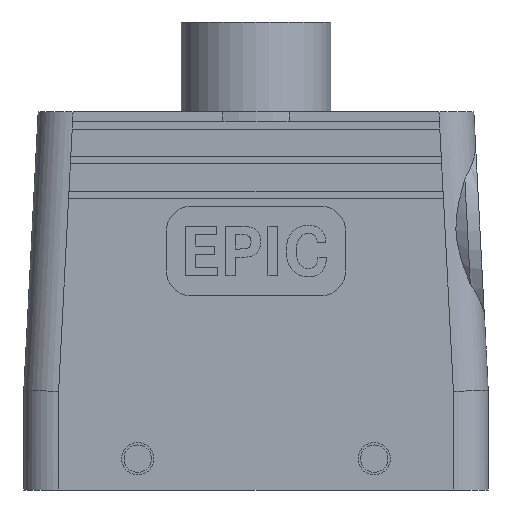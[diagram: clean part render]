
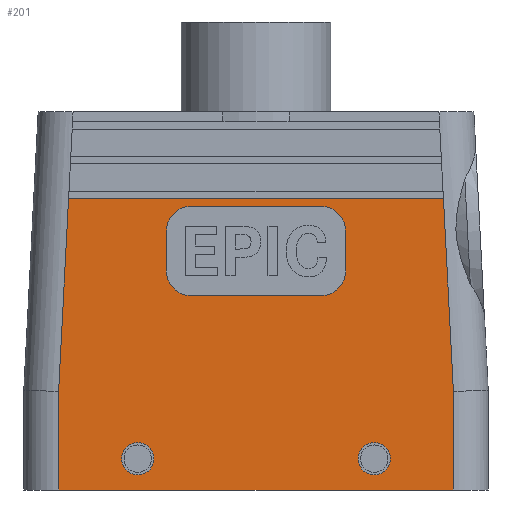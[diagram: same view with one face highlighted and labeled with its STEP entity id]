
A CAD part, front view. The second image highlights one B-rep face of the part: STEP entity #201.
In plain terms, the highlighted planar face has unit normal (0, -1, 0).
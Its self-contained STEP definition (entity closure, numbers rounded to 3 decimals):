
#201 = ADVANCED_FACE( '', ( #566, #567, #568, #569 ), #570, .F. );
#566 = FACE_BOUND( '', #1139, .T. );
#567 = FACE_OUTER_BOUND( '', #1140, .T. );
#568 = FACE_BOUND( '', #1141, .T. );
#569 = FACE_BOUND( '', #1142, .T. );
#570 = PLANE( '', #1143 );
#1139 = EDGE_LOOP( '', ( #1725 ) );
#1140 = EDGE_LOOP( '', ( #1726, #1727, #1728, #1729, #1730, #1731 ) );
#1141 = EDGE_LOOP( '', ( #1732 ) );
#1142 = EDGE_LOOP( '', ( #1733, #1734, #1735, #1736, #1737, #1738, #1739, #1740 ) );
#1143 = AXIS2_PLACEMENT_3D( '', #1741, #1742, #1743 );
#1725 = ORIENTED_EDGE( '', *, *, #3267, .T. );
#1726 = ORIENTED_EDGE( '', *, *, #3268, .F. );
#1727 = ORIENTED_EDGE( '', *, *, #3269, .F. );
#1728 = ORIENTED_EDGE( '', *, *, #3270, .T. );
#1729 = ORIENTED_EDGE( '', *, *, #3271, .T. );
#1730 = ORIENTED_EDGE( '', *, *, #3272, .T. );
#1731 = ORIENTED_EDGE( '', *, *, #3273, .F. );
#1732 = ORIENTED_EDGE( '', *, *, #3274, .F. );
#1733 = ORIENTED_EDGE( '', *, *, #3275, .T. );
#1734 = ORIENTED_EDGE( '', *, *, #3276, .T. );
#1735 = ORIENTED_EDGE( '', *, *, #3277, .T. );
#1736 = ORIENTED_EDGE( '', *, *, #3278, .T. );
#1737 = ORIENTED_EDGE( '', *, *, #3279, .T. );
#1738 = ORIENTED_EDGE( '', *, *, #3280, .T. );
#1739 = ORIENTED_EDGE( '', *, *, #3281, .T. );
#1740 = ORIENTED_EDGE( '', *, *, #3282, .T. );
#1741 = CARTESIAN_POINT( '', ( -46.65, -21.5, 20. ) );
#1742 = DIRECTION( '', ( 0., 1., 0. ) );
#1743 = DIRECTION( '', ( 0., 0., 1. ) );
#3267 = EDGE_CURVE( '', #3842, #3842, #3843, .T. );
#3268 = EDGE_CURVE( '', #3844, #3845, #3846, .F. );
#3269 = EDGE_CURVE( '', #3847, #3844, #3848, .T. );
#3270 = EDGE_CURVE( '', #3847, #3849, #3850, .F. );
#3271 = EDGE_CURVE( '', #3849, #3851, #3852, .T. );
#3272 = EDGE_CURVE( '', #3851, #3853, #3854, .T. );
#3273 = EDGE_CURVE( '', #3845, #3853, #3855, .T. );
#3274 = EDGE_CURVE( '', #3856, #3856, #3857, .T. );
#3275 = EDGE_CURVE( '', #3858, #3859, #3860, .T. );
#3276 = EDGE_CURVE( '', #3859, #3861, #3862, .T. );
#3277 = EDGE_CURVE( '', #3861, #3863, #3864, .T. );
#3278 = EDGE_CURVE( '', #3863, #3865, #3866, .T. );
#3279 = EDGE_CURVE( '', #3865, #3867, #3868, .T. );
#3280 = EDGE_CURVE( '', #3867, #3869, #3870, .T. );
#3281 = EDGE_CURVE( '', #3869, #3871, #3872, .T. );
#3282 = EDGE_CURVE( '', #3871, #3858, #3873, .T. );
#3842 = VERTEX_POINT( '', #4679 );
#3843 = CIRCLE( '', #4680, 3.25 );
#3844 = VERTEX_POINT( '', #4681 );
#3845 = VERTEX_POINT( '', #4682 );
#3846 = LINE( '', #4683, #4684 );
#3847 = VERTEX_POINT( '', #4685 );
#3848 = LINE( '', #4686, #4687 );
#3849 = VERTEX_POINT( '', #4688 );
#3850 = LINE( '', #4689, #4690 );
#3851 = VERTEX_POINT( '', #4691 );
#3852 = LINE( '', #4692, #4693 );
#3853 = VERTEX_POINT( '', #4694 );
#3854 = LINE( '', #4695, #4696 );
#3855 = LINE( '', #4697, #4698 );
#3856 = VERTEX_POINT( '', #4699 );
#3857 = CIRCLE( '', #4700, 3.25 );
#3858 = VERTEX_POINT( '', #4701 );
#3859 = VERTEX_POINT( '', #4702 );
#3860 = CIRCLE( '', #4703, 5. );
#3861 = VERTEX_POINT( '', #4704 );
#3862 = LINE( '', #4705, #4706 );
#3863 = VERTEX_POINT( '', #4707 );
#3864 = CIRCLE( '', #4708, 5. );
#3865 = VERTEX_POINT( '', #4709 );
#3866 = LINE( '', #4710, #4711 );
#3867 = VERTEX_POINT( '', #4712 );
#3868 = CIRCLE( '', #4713, 5. );
#3869 = VERTEX_POINT( '', #4714 );
#3870 = LINE( '', #4715, #4716 );
#3871 = VERTEX_POINT( '', #4717 );
#3872 = CIRCLE( '', #4718, 5. );
#3873 = LINE( '', #4719, #4720 );
#4679 = CARTESIAN_POINT( '', ( 23.75, -21.5, 3.05 ) );
#4680 = AXIS2_PLACEMENT_3D( '', #6028, #6029, #6030 );
#4681 = CARTESIAN_POINT( '', ( 37.647, -21.5, 58.5 ) );
#4682 = CARTESIAN_POINT( '', ( 39.65, -21.5, 19.819 ) );
#4683 = CARTESIAN_POINT( '', ( 39.659, -21.5, 19.638 ) );
#4684 = VECTOR( '', #6031, 1000. );
#4685 = CARTESIAN_POINT( '', ( -37.647, -21.5, 58.5 ) );
#4686 = CARTESIAN_POINT( '', ( -37.647, -21.5, 58.5 ) );
#4687 = VECTOR( '', #6032, 1000. );
#4688 = CARTESIAN_POINT( '', ( -39.65, -21.5, 19.819 ) );
#4689 = CARTESIAN_POINT( '', ( -39.659, -21.5, 19.638 ) );
#4690 = VECTOR( '', #6033, 1000. );
#4691 = CARTESIAN_POINT( '', ( -39.65, -21.5, 0. ) );
#4692 = CARTESIAN_POINT( '', ( -39.65, -21.5, 20. ) );
#4693 = VECTOR( '', #6034, 1000. );
#4694 = CARTESIAN_POINT( '', ( 39.65, -21.5, 0. ) );
#4695 = CARTESIAN_POINT( '', ( -46.65, -21.5, 0. ) );
#4696 = VECTOR( '', #6035, 1000. );
#4697 = CARTESIAN_POINT( '', ( 39.65, -21.5, 20. ) );
#4698 = VECTOR( '', #6036, 1000. );
#4699 = CARTESIAN_POINT( '', ( -23.75, -21.5, 3.05 ) );
#4700 = AXIS2_PLACEMENT_3D( '', #6037, #6038, #6039 );
#4701 = CARTESIAN_POINT( '', ( -18., -21.5, 52. ) );
#4702 = CARTESIAN_POINT( '', ( -13., -21.5, 57. ) );
#4703 = AXIS2_PLACEMENT_3D( '', #6040, #6041, #6042 );
#4704 = CARTESIAN_POINT( '', ( 13., -21.5, 57. ) );
#4705 = CARTESIAN_POINT( '', ( -13., -21.5, 57. ) );
#4706 = VECTOR( '', #6043, 1000. );
#4707 = CARTESIAN_POINT( '', ( 18., -21.5, 52. ) );
#4708 = AXIS2_PLACEMENT_3D( '', #6044, #6045, #6046 );
#4709 = CARTESIAN_POINT( '', ( 18., -21.5, 44. ) );
#4710 = CARTESIAN_POINT( '', ( 18., -21.5, 52. ) );
#4711 = VECTOR( '', #6047, 1000. );
#4712 = CARTESIAN_POINT( '', ( 13., -21.5, 39. ) );
#4713 = AXIS2_PLACEMENT_3D( '', #6048, #6049, #6050 );
#4714 = CARTESIAN_POINT( '', ( -13., -21.5, 39. ) );
#4715 = CARTESIAN_POINT( '', ( -13., -21.5, 39. ) );
#4716 = VECTOR( '', #6051, 1000. );
#4717 = CARTESIAN_POINT( '', ( -18., -21.5, 44. ) );
#4718 = AXIS2_PLACEMENT_3D( '', #6052, #6053, #6054 );
#4719 = CARTESIAN_POINT( '', ( -18., -21.5, 44. ) );
#4720 = VECTOR( '', #6055, 1000. );
#6028 = CARTESIAN_POINT( '', ( 23.75, -21.5, 6.3 ) );
#6029 = DIRECTION( '', ( 0., 1., 0. ) );
#6030 = DIRECTION( '', ( 0., 0., -1. ) );
#6031 = DIRECTION( '', ( -0.052, 0., 0.999 ) );
#6032 = DIRECTION( '', ( 1., 0., 0. ) );
#6033 = DIRECTION( '', ( 0.052, 0., 0.999 ) );
#6034 = DIRECTION( '', ( 0., 0., -1. ) );
#6035 = DIRECTION( '', ( 1., 0., 0. ) );
#6036 = DIRECTION( '', ( 0., 0., -1. ) );
#6037 = CARTESIAN_POINT( '', ( -23.75, -21.5, 6.3 ) );
#6038 = DIRECTION( '', ( 0., -1., 0. ) );
#6039 = DIRECTION( '', ( 0., 0., -1. ) );
#6040 = CARTESIAN_POINT( '', ( -13., -21.5, 52. ) );
#6041 = DIRECTION( '', ( 0., 1., 0. ) );
#6042 = DIRECTION( '', ( 1., 0., 0. ) );
#6043 = DIRECTION( '', ( 1., 0., 0. ) );
#6044 = CARTESIAN_POINT( '', ( 13., -21.5, 52. ) );
#6045 = DIRECTION( '', ( 0., 1., 0. ) );
#6046 = DIRECTION( '', ( -1., 0., 0. ) );
#6047 = DIRECTION( '', ( 0., 0., -1. ) );
#6048 = CARTESIAN_POINT( '', ( 13., -21.5, 44. ) );
#6049 = DIRECTION( '', ( 0., 1., 0. ) );
#6050 = DIRECTION( '', ( 1., 0., 0. ) );
#6051 = DIRECTION( '', ( -1., 0., 0. ) );
#6052 = CARTESIAN_POINT( '', ( -13., -21.5, 44. ) );
#6053 = DIRECTION( '', ( 0., 1., 0. ) );
#6054 = DIRECTION( '', ( 1., 0., 0. ) );
#6055 = DIRECTION( '', ( 0., 0., 1. ) );
